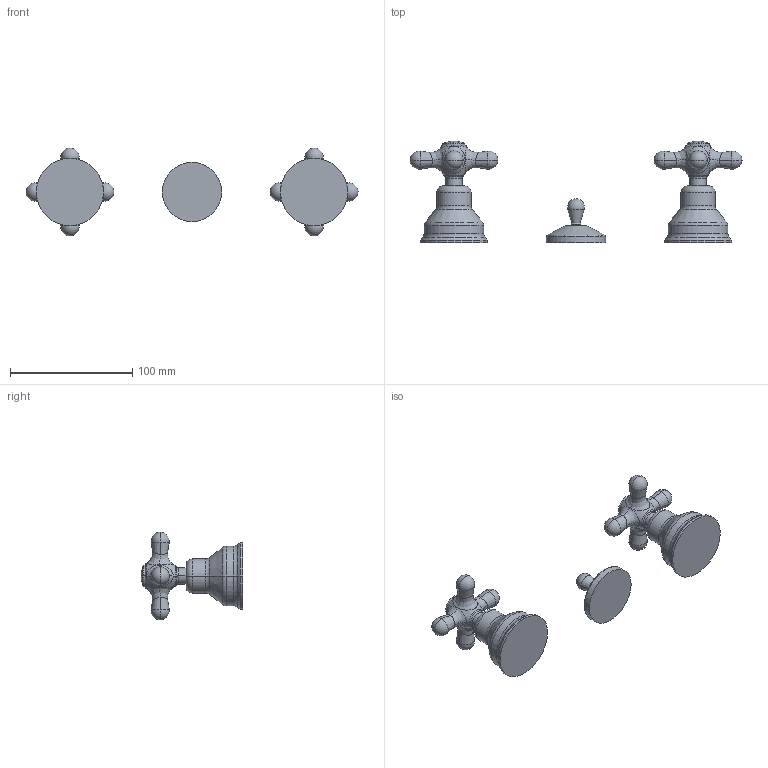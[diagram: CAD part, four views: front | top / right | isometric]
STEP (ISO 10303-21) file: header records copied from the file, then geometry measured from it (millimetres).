
FILE_DESCRIPTION((''),'2;1');
FILE_NAME('IRV116CR','2021-11-10T17:14:58',('ut3'),('PAFFONI SpA'),'CREO PARAMETRIC BY PTC INC, 2020044','CREO PARAMETRIC BY PTC INC, 2020044','');
FILE_SCHEMA(('CONFIG_CONTROL_DESIGN','SHAPE_APPEARANCE_LAYERS_GROUPS'));
Length unit declared in the file: millimetre
Products named in the file (1): IRV116CR
Bounding box: 272 x 83.2 x 72 mm (x, y, z)
Volume: 185985.2 mm3; surface area: 36143.2 mm2
Topology: 4 solids, 4 shells, 158 faces, 348 edges, 181 vertices
Faces by surface type: cone 36, bspline 36, torus 32, cylinder 26, sphere 18, plane 10
Entity records: 8437 total; most frequent: CARTESIAN_POINT 3991, DIRECTION 730, ORIENTED_EDGE 652, AXIS2_PLACEMENT_3D 334, EDGE_CURVE 326, CIRCLE 212, VERTEX_POINT 181, FILL_AREA_STYLE_COLOUR 166
